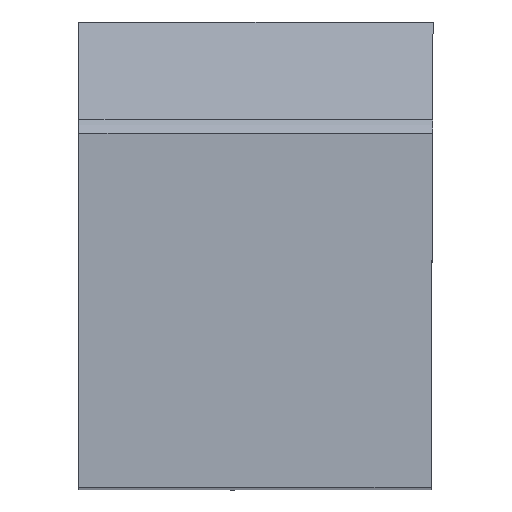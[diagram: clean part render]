
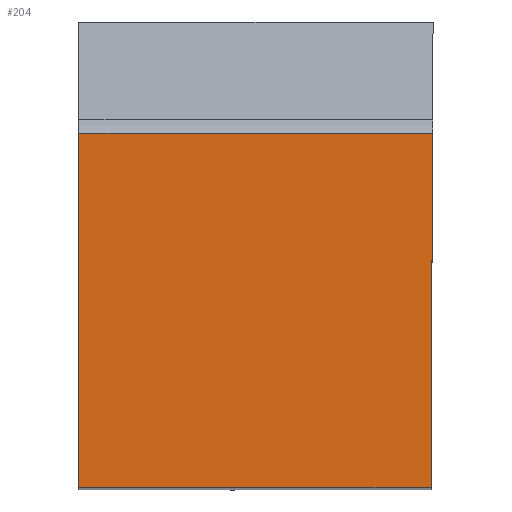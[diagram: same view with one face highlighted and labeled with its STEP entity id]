
A CAD part, top view. The second image highlights one B-rep face of the part: STEP entity #204.
In plain terms, the highlighted planar face has unit normal (0, 0, 1).
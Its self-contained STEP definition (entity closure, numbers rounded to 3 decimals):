
#204=ADVANCED_FACE('CU_BACK_SU1',(#293),#256,.F.);
#256=PLANE('',#1248);
#293=FACE_OUTER_BOUND('',#347,.T.);
#347=EDGE_LOOP('',(#500,#501,#502,#503));
#500=ORIENTED_EDGE('',*,*,#855,.T.);
#501=ORIENTED_EDGE('',*,*,#861,.T.);
#502=ORIENTED_EDGE('',*,*,#870,.T.);
#503=ORIENTED_EDGE('',*,*,#868,.F.);
#734=VERTEX_POINT('',#1631);
#735=VERTEX_POINT('',#1633);
#740=VERTEX_POINT('',#1644);
#741=VERTEX_POINT('',#1650);
#855=EDGE_CURVE('',#735,#734,#1010,.T.);
#861=EDGE_CURVE('',#734,#740,#1014,.T.);
#868=EDGE_CURVE('',#735,#741,#1020,.T.);
#870=EDGE_CURVE('',#740,#741,#1022,.T.);
#1010=LINE('',#1632,#1105);
#1014=LINE('',#1645,#1109);
#1020=LINE('',#1656,#1115);
#1022=LINE('',#1659,#1117);
#1105=VECTOR('',#1369,1.);
#1109=VECTOR('',#1379,1.);
#1115=VECTOR('',#1389,1.);
#1117=VECTOR('',#1393,1.);
#1248=AXIS2_PLACEMENT_3D('',#1674,#1417,#1418);
#1369=DIRECTION('',(1.,0.,0.));
#1379=DIRECTION('',(0.004,1.,0.));
#1389=DIRECTION('',(0.,1.,0.));
#1393=DIRECTION('',(-1.,0.,0.));
#1417=DIRECTION('',(0.,0.,-1.));
#1418=DIRECTION('',(0.,-1.,0.));
#1631=CARTESIAN_POINT('',(-0.139,0.,0.));
#1632=CARTESIAN_POINT('',(23.593,0.,0.));
#1633=CARTESIAN_POINT('',(-31.85,0.,0.));
#1644=CARTESIAN_POINT('',(0.,31.85,0.));
#1645=CARTESIAN_POINT('',(0.088,51.953,0.));
#1650=CARTESIAN_POINT('',(-31.85,31.85,0.));
#1656=CARTESIAN_POINT('',(-31.85,51.85,0.));
#1659=CARTESIAN_POINT('',(23.593,31.85,0.));
#1674=CARTESIAN_POINT('',(23.593,51.85,0.));
